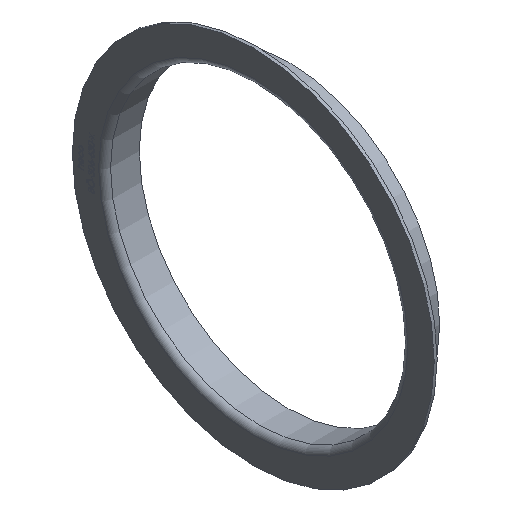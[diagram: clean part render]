
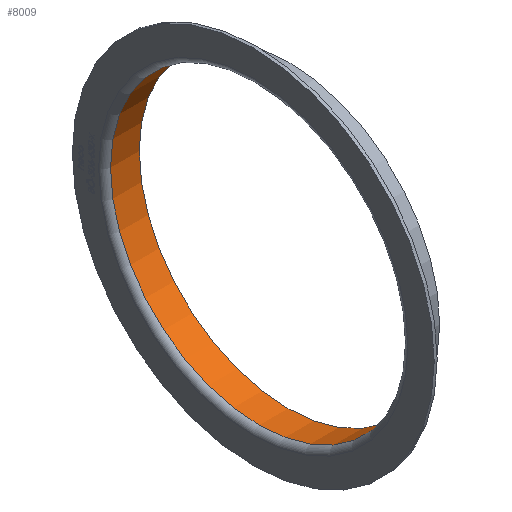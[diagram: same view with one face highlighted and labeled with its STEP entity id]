
A CAD part, isometric view. The second image highlights one B-rep face of the part: STEP entity #8009.
In plain terms, the highlighted cylindrical face has radius 150 mm (diameter 300 mm), a full revolution.
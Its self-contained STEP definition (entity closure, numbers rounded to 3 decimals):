
#81 = VERTEX_POINT ( 'NONE', #15187 ) ;
#449 = EDGE_CURVE ( 'NONE', #810, #810, #4516, .T. ) ;
#502 = CARTESIAN_POINT ( 'NONE',  ( 6., 0., 0. ) ) ;
#810 = VERTEX_POINT ( 'NONE', #2105 ) ;
#1897 = CYLINDRICAL_SURFACE ( 'NONE', #15709, 150. ) ;
#1942 = DIRECTION ( 'NONE',  ( -1., 0., 0. ) ) ;
#1970 = FACE_OUTER_BOUND ( 'NONE', #3524, .T. ) ;
#2105 = CARTESIAN_POINT ( 'NONE',  ( 6., 0., -150. ) ) ;
#3524 = EDGE_LOOP ( 'NONE', ( #7007 ) ) ;
#4256 = CIRCLE ( 'NONE', #13544, 150. ) ;
#4516 = CIRCLE ( 'NONE', #13810, 150. ) ;
#5744 = DIRECTION ( 'NONE',  ( -1., 0., 0. ) ) ;
#6978 = CARTESIAN_POINT ( 'NONE',  ( 0., 0., 0. ) ) ;
#7007 = ORIENTED_EDGE ( 'NONE', *, *, #449, .T. ) ;
#7062 = DIRECTION ( 'NONE',  ( 0., 0., 1. ) ) ;
#8009 = ADVANCED_FACE ( 'NONE', ( #1970, #14550 ), #1897, .F. ) ;
#8986 = ORIENTED_EDGE ( 'NONE', *, *, #11993, .F. ) ;
#9909 = DIRECTION ( 'NONE',  ( 0., 0., 1. ) ) ;
#10606 = DIRECTION ( 'NONE',  ( 0., 0., -1. ) ) ;
#11489 = DIRECTION ( 'NONE',  ( -1., 0., 0. ) ) ;
#11993 = EDGE_CURVE ( 'NONE', #81, #81, #4256, .T. ) ;
#12637 = EDGE_LOOP ( 'NONE', ( #8986 ) ) ;
#13544 = AXIS2_PLACEMENT_3D ( 'NONE', #14835, #11489, #9909 ) ;
#13810 = AXIS2_PLACEMENT_3D ( 'NONE', #502, #1942, #10606 ) ;
#14550 = FACE_OUTER_BOUND ( 'NONE', #12637, .T. ) ;
#14835 = CARTESIAN_POINT ( 'NONE',  ( 35., 0., 0. ) ) ;
#15187 = CARTESIAN_POINT ( 'NONE',  ( 35., 0., 150. ) ) ;
#15709 = AXIS2_PLACEMENT_3D ( 'NONE', #6978, #5744, #7062 ) ;
